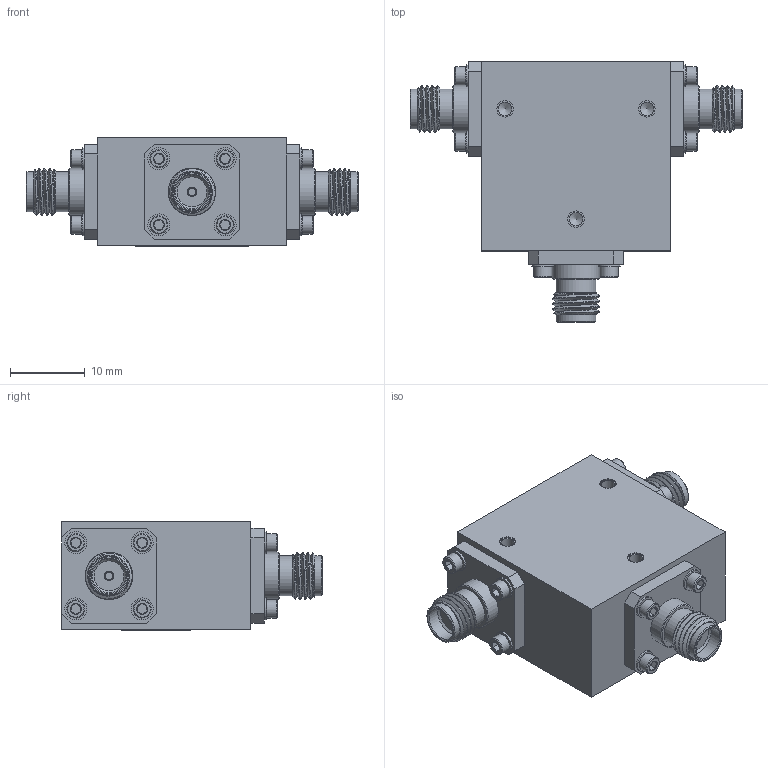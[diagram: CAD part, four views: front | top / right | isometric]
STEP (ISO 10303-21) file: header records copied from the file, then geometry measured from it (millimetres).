
FILE_DESCRIPTION (( 'STEP AP203' ), '1' );
FILE_NAME ('PE8402.step', '2020-01-23T22:22:57', ( '' ), ( '' ), 'SwSTEP 2.0', 'SolidWorks 2018', '' );
FILE_SCHEMA (( 'CONFIG_CONTROL_DESIGN' ));
Length unit declared in the file: inch
Products named in the file (1): PE8402
Bounding box: 44.55 x 34.98 x 14.53 mm (x, y, z)
Volume: 10680.6 mm3; surface area: 4487 mm2
Topology: 1 solids, 16 shells, 518 faces, 1070 edges, 658 vertices
Faces by surface type: plane 224, cylinder 141, cone 120, bspline 33
Full cylindrical faces by diameter (mm): 1.016 x6, 1.27 x6, 1.524 x36, 1.778 x6, 1.854 x15, 2.184 x6, 2.438 x12, 2.946 x12, 4.521 x3, 5.08 x3, 5.334 x6, 6.35 x3
Entity records: 23232 total; most frequent: CARTESIAN_POINT 14286, DIRECTION 1814, ORIENTED_EDGE 1576, EDGE_CURVE 788, AXIS2_PLACEMENT_3D 786, EDGE_LOOP 712, FACE_OUTER_BOUND 572, VERTEX_POINT 544
